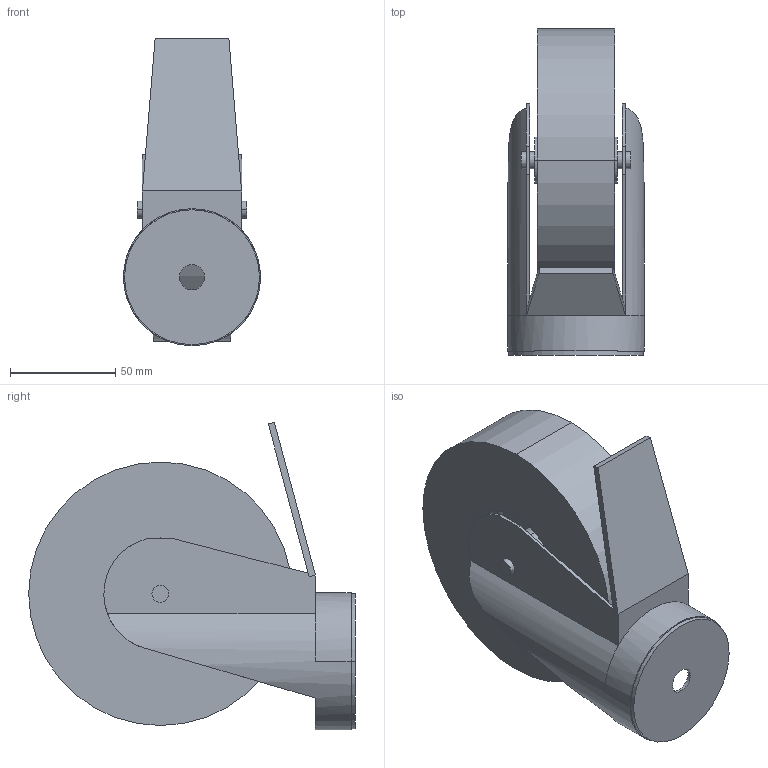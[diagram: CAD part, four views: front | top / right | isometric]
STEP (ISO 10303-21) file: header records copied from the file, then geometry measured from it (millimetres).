
FILE_DESCRIPTION((''),'2;1');
FILE_NAME('12046_KOLO_VRTLJIVO_FI-125_ZZ_ASM','2022-09-19T07:19:26',('PredragRovcanin'),('Audax d.o.o.'),'CREO PARAMETRIC BY PTC INC, 2020281','CREO PARAMETRIC BY PTC INC, 2020281','');
FILE_SCHEMA(('AP242_MANAGED_MODEL_BASED_3D_ENGINEERING_MIM_LF { 1 0 10303 442 1 1 4 }'));
Length unit declared in the file: millimetre
Products named in the file (3): 12046_KOLO_VRTLJIVO_FI-125_ZZ_A; 12046_KOLO_VRTLJIVO_FI-125_ZZ_B; 12046_KOLO_VRTLJIVO_FI-125_ZZ_ASM
Assembly tree (2 placements, depth 2):
  12046_KOLO_VRTLJIVO_FI-125_ZZ_ASM
    12046_KOLO_VRTLJIVO_FI-125_ZZ_A
    12046_KOLO_VRTLJIVO_FI-125_ZZ_B
Bounding box: 65 x 155 x 145.85 mm (x, y, z)
Volume: 429899.4 mm3; surface area: 91747.8 mm2
Topology: 2 solids, 2 shells, 63 faces, 154 edges, 109 vertices
Faces by surface type: plane 33, cylinder 30
Entity records: 3055 total; most frequent: CARTESIAN_POINT 410, DIRECTION 355, COLOUR_RGB 320, ORIENTED_EDGE 296, PRESENTATION_STYLE_ASSIGNMENT 158, STYLED_ITEM 158, CURVE_STYLE 156, EDGE_CURVE 148
